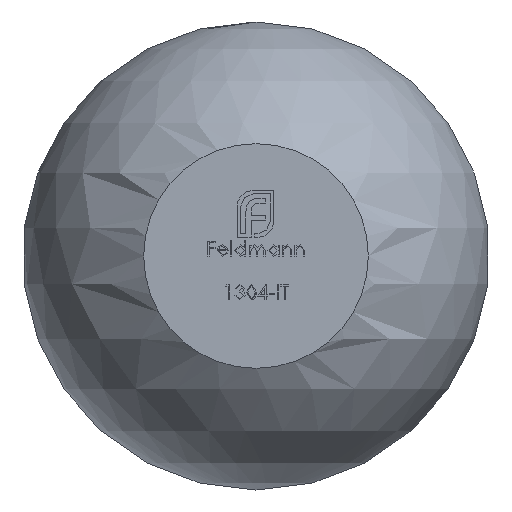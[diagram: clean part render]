
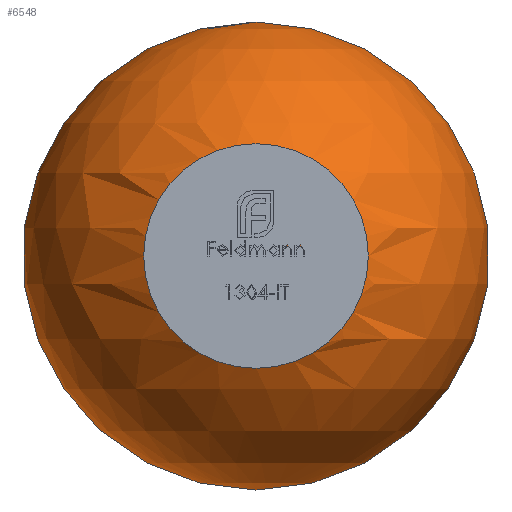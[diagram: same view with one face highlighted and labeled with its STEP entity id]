
A CAD part, front view. The second image highlights one B-rep face of the part: STEP entity #6548.
In plain terms, the highlighted spherical face has radius 12.5 mm.
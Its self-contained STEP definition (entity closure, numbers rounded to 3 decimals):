
#451 = DIRECTION ( 'NONE',  ( 1., 0., 0. ) ) ;
#1069 = AXIS2_PLACEMENT_3D ( 'NONE', #5997, #9330, #10325 ) ;
#1577 = EDGE_CURVE ( 'NONE', #8118, #8118, #9274, .T. ) ;
#4689 = CARTESIAN_POINT ( 'NONE',  ( 0., 1176.534, -6. ) ) ;
#5857 = FACE_OUTER_BOUND ( 'NONE', #6799, .T. ) ;
#5997 = CARTESIAN_POINT ( 'NONE',  ( 0., 1176.534, 0. ) ) ;
#6402 = CARTESIAN_POINT ( 'NONE',  ( 0., 1187.5, 0. ) ) ;
#6548 = ADVANCED_FACE ( 'NONE', ( #5857 ), #9932, .T. ) ;
#6799 = EDGE_LOOP ( 'NONE', ( #8734 ) ) ;
#7273 = DIRECTION ( 'NONE',  ( 0., 0., 1. ) ) ;
#8118 = VERTEX_POINT ( 'NONE', #4689 ) ;
#8734 = ORIENTED_EDGE ( 'NONE', *, *, #1577, .F. ) ;
#9274 = CIRCLE ( 'NONE', #1069, 6. ) ;
#9330 = DIRECTION ( 'NONE',  ( 0., -1., 0. ) ) ;
#9881 = AXIS2_PLACEMENT_3D ( 'NONE', #6402, #7273, #451 ) ;
#9932 = SPHERICAL_SURFACE ( 'NONE', #9881, 12.5 ) ;
#10325 = DIRECTION ( 'NONE',  ( 0., 0., -1. ) ) ;
